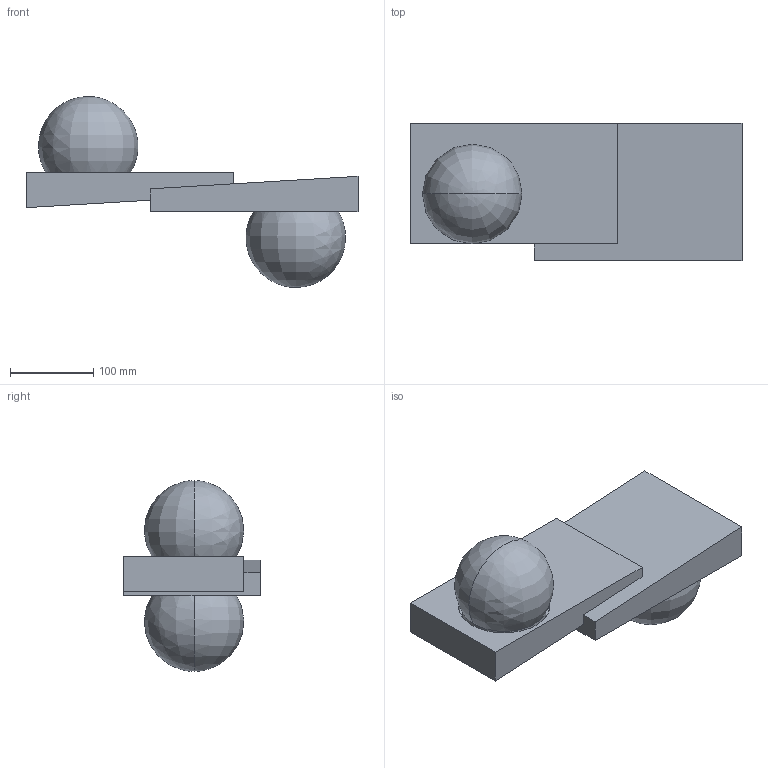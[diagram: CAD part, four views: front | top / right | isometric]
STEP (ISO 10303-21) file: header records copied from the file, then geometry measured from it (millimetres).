
FILE_DESCRIPTION(/* description */ (''),/* implementation_level */ '2;1');
FILE_NAME(/* name */ 'T396_C~1',/* time_stamp */ '2022-03-25T11:28:25+01:00',/* author */ (''),/* organization */ (''),/* preprocessor_version */ 'ST-DEVELOPER v16.5',/* originating_system */ '',/* authorisation */ '');
FILE_SCHEMA (('AUTOMOTIVE_DESIGN'));
Length unit declared in the file: millimetre
Products named in the file (1): Document
Bounding box: 400 x 165 x 229.88 mm (x, y, z)
Volume: 1690393.7 mm3; surface area: 629830 mm2
Topology: 19 solids, 19 shells, 425 faces, 1026 edges, 666 vertices
Faces by surface type: bspline 284, plane 141
Entity records: 15359 total; most frequent: CARTESIAN_POINT 9299, ORIENTED_EDGE 2036, EDGE_CURVE 1018, VERTEX_POINT 666, EDGE_LOOP 556, ADVANCED_FACE 425, FACE_OUTER_BOUND 425, B_SPLINE_CURVE_WITH_KNOTS 300
